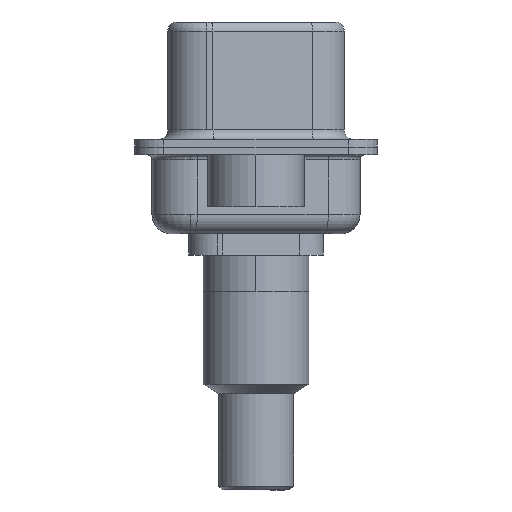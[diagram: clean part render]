
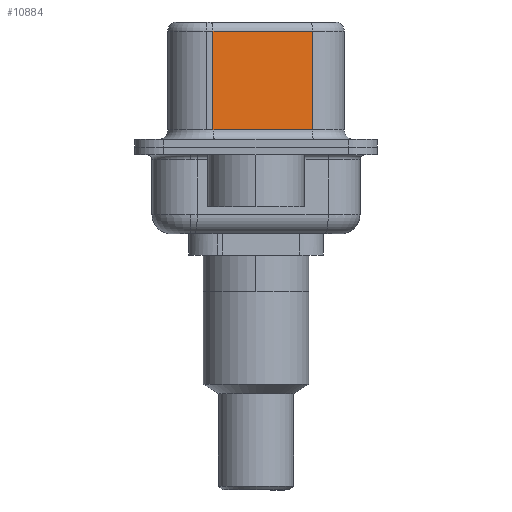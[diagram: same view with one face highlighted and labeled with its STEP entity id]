
A CAD part, left-side view. The second image highlights one B-rep face of the part: STEP entity #10884.
In plain terms, the highlighted planar face has unit normal (-0.985, -0.174, 0).
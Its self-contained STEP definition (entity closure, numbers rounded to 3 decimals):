
#66 = VECTOR ( 'NONE', #14975, 1000. ) ;
#92 = LINE ( 'NONE', #17284, #4667 ) ;
#776 = VECTOR ( 'NONE', #18762, 1000. ) ;
#1623 = ORIENTED_EDGE ( 'NONE', *, *, #20237, .F. ) ;
#1686 = ORIENTED_EDGE ( 'NONE', *, *, #19190, .T. ) ;
#2310 = ORIENTED_EDGE ( 'NONE', *, *, #5769, .T. ) ;
#2520 = PLANE ( 'NONE',  #15966 ) ;
#4230 = DIRECTION ( 'NONE',  ( -0.174, 0.985, 0. ) ) ;
#4651 = LINE ( 'NONE', #4869, #66 ) ;
#4667 = VECTOR ( 'NONE', #7230, 1000. ) ;
#4869 = CARTESIAN_POINT ( 'NONE',  ( 4.585, -2.927, 6.02 ) ) ;
#5769 = EDGE_CURVE ( 'NONE', #9338, #8664, #10270, .T. ) ;
#6457 = CARTESIAN_POINT ( 'NONE',  ( 4.585, -2.927, 0.9 ) ) ;
#7027 = DIRECTION ( 'NONE',  ( 0.174, -0.985, 0. ) ) ;
#7230 = DIRECTION ( 'NONE',  ( 0., 0., -1. ) ) ;
#7269 = VERTEX_POINT ( 'NONE', #6457 ) ;
#8664 = VERTEX_POINT ( 'NONE', #12094 ) ;
#9338 = VERTEX_POINT ( 'NONE', #10194 ) ;
#10194 = CARTESIAN_POINT ( 'NONE',  ( 3.675, 2.233, 6.02 ) ) ;
#10270 = LINE ( 'NONE', #17557, #776 ) ;
#10865 = CARTESIAN_POINT ( 'NONE',  ( 4.585, -2.927, 6.52 ) ) ;
#10884 = ADVANCED_FACE ( 'NONE', ( #21621 ), #2520, .F. ) ;
#11730 = VERTEX_POINT ( 'NONE', #12206 ) ;
#12094 = CARTESIAN_POINT ( 'NONE',  ( 3.675, 2.233, 0.9 ) ) ;
#12206 = CARTESIAN_POINT ( 'NONE',  ( 4.585, -2.927, 6.02 ) ) ;
#12880 = VECTOR ( 'NONE', #7027, 1000. ) ;
#14320 = DIRECTION ( 'NONE',  ( 0.985, 0.174, 0. ) ) ;
#14975 = DIRECTION ( 'NONE',  ( -0.174, 0.985, 0. ) ) ;
#15966 = AXIS2_PLACEMENT_3D ( 'NONE', #10865, #14320, #4230 ) ;
#17284 = CARTESIAN_POINT ( 'NONE',  ( 4.585, -2.927, 6.52 ) ) ;
#17557 = CARTESIAN_POINT ( 'NONE',  ( 3.675, 2.233, 6.52 ) ) ;
#18706 = CARTESIAN_POINT ( 'NONE',  ( 4.585, -2.927, 0.9 ) ) ;
#18762 = DIRECTION ( 'NONE',  ( 0., 0., -1. ) ) ;
#19190 = EDGE_CURVE ( 'NONE', #8664, #7269, #21095, .T. ) ;
#20237 = EDGE_CURVE ( 'NONE', #11730, #7269, #92, .T. ) ;
#20239 = EDGE_LOOP ( 'NONE', ( #1623, #21472, #2310, #1686 ) ) ;
#21095 = LINE ( 'NONE', #18706, #12880 ) ;
#21206 = EDGE_CURVE ( 'NONE', #11730, #9338, #4651, .T. ) ;
#21472 = ORIENTED_EDGE ( 'NONE', *, *, #21206, .T. ) ;
#21621 = FACE_OUTER_BOUND ( 'NONE', #20239, .T. ) ;
